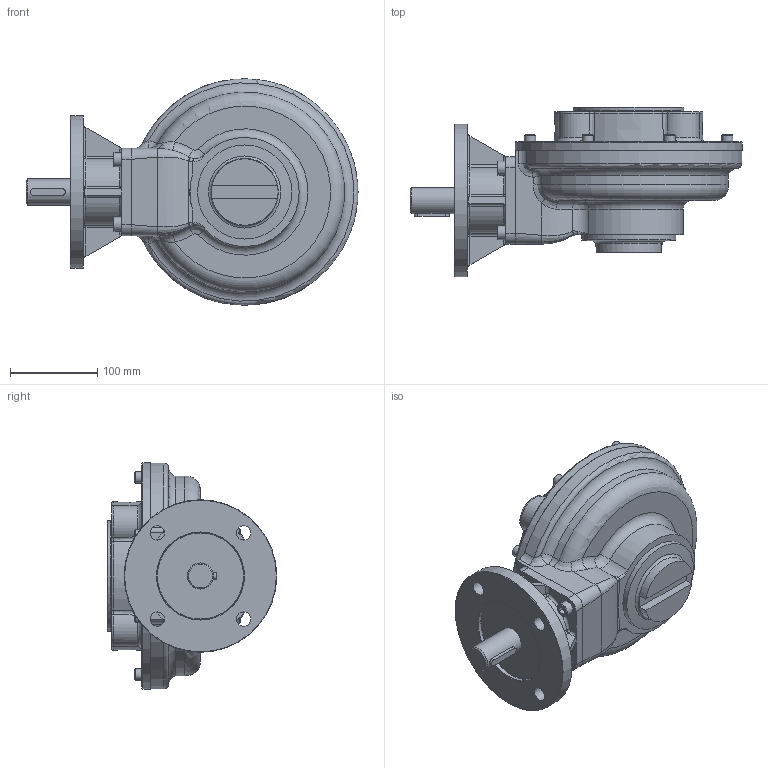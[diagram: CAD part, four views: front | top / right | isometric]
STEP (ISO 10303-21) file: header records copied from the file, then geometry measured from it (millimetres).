
FILE_DESCRIPTION( ( 'Unknown' ), '1' );
FILE_NAME( 'PUBIB6-F14-F16_simplified.stp', 'Unknown', ( 'Unknown' ), ( 'Unknown' ), 'PSStep 15.0.49', 'Unknown', ' ' );
FILE_SCHEMA( ( 'AUTOMOTIVE_DESIGN { 1 0 10303 214 1 1 1 1 }' ) );
Length unit declared in the file: millimetre
Products named in the file (20): 1; 2; 3; 4; 5; 6; 7; 8; 9; 10; 11; 12; 13; 14; 15; 16; 17; 18; 19; 20
Bounding box: 380.85 x 194.4 x 260 mm (x, y, z)
Surface area: 342689.7 mm2 (no closed solid volume)
Topology: 0 solids, 422 shells, 422 faces, 1975 edges, 1892 vertices
Faces by surface type: plane 145, cylinder 94, bspline 88, torus 51, cone 28, sphere 16
Full cylindrical faces by diameter (mm): 13 x8, 16 x4, 16.5 x4, 17.294 x4, 30 x1, 70 x1, 100 x1, 107.95 x1, 126.62 x1, 139.955 x1, 175 x1, 260 x1
Entity records: 36443 total; most frequent: CARTESIAN_POINT 18742, DIRECTION 2985, VERTEX_POINT 1873, ORIENTED_EDGE 1868, EDGE_CURVE 1868, AXIS2_PLACEMENT_3D 1148, CIRCLE 722, LINE 689
